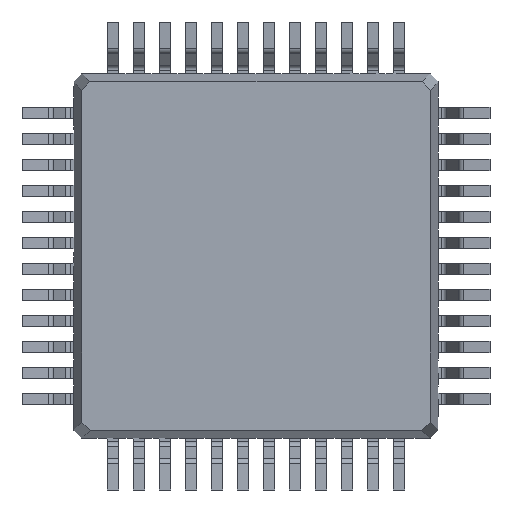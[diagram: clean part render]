
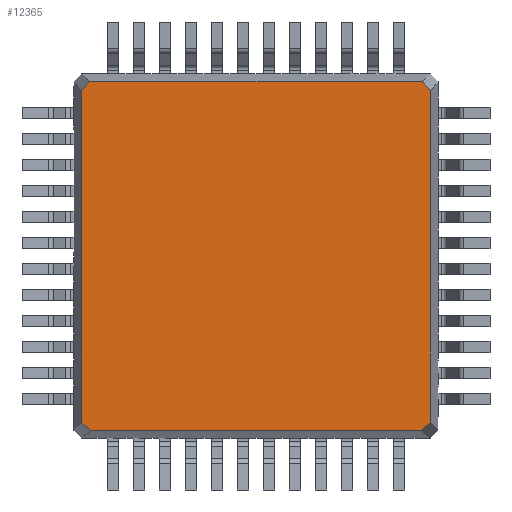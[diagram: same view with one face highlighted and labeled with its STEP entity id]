
A CAD part, front view. The second image highlights one B-rep face of the part: STEP entity #12365.
In plain terms, the highlighted planar face has unit normal (0, -1, 0).
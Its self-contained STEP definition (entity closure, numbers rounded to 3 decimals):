
#27 = VERTEX_POINT ( 'NONE', #14421 ) ;
#579 = DIRECTION ( 'NONE',  ( 0.729, 0., 0.685 ) ) ;
#1467 = VERTEX_POINT ( 'NONE', #14297 ) ;
#1565 = LINE ( 'NONE', #16560, #17262 ) ;
#1859 = DIRECTION ( 'NONE',  ( 0., 0., 1. ) ) ;
#2031 = LINE ( 'NONE', #8839, #18470 ) ;
#2077 = EDGE_CURVE ( 'NONE', #27, #10919, #2031, .T. ) ;
#2215 = CARTESIAN_POINT ( 'NONE',  ( 3.35, -0.7, -3.196 ) ) ;
#2498 = CARTESIAN_POINT ( 'NONE',  ( 3.35, -0.7, 3.186 ) ) ;
#2766 = DIRECTION ( 'NONE',  ( -0.685, 0., -0.729 ) ) ;
#3022 = VERTEX_POINT ( 'NONE', #15393 ) ;
#3057 = EDGE_CURVE ( 'NONE', #16557, #1467, #5608, .T. ) ;
#3935 = DIRECTION ( 'NONE',  ( 0.729, 0., -0.685 ) ) ;
#3946 = ORIENTED_EDGE ( 'NONE', *, *, #15515, .T. ) ;
#4344 = VERTEX_POINT ( 'NONE', #8989 ) ;
#5156 = ORIENTED_EDGE ( 'NONE', *, *, #9042, .T. ) ;
#5221 = DIRECTION ( 'NONE',  ( 0., 1., 0. ) ) ;
#5248 = AXIS2_PLACEMENT_3D ( 'NONE', #17193, #5221, #1859 ) ;
#5608 = LINE ( 'NONE', #6644, #11974 ) ;
#6332 = CARTESIAN_POINT ( 'NONE',  ( 3.351, -0.7, 3.185 ) ) ;
#6644 = CARTESIAN_POINT ( 'NONE',  ( -3.185, -0.7, -3.351 ) ) ;
#6922 = VECTOR ( 'NONE', #7302, 1000. ) ;
#7078 = CARTESIAN_POINT ( 'NONE',  ( -3.5, -0.7, 3.35 ) ) ;
#7302 = DIRECTION ( 'NONE',  ( -1., 0., 0. ) ) ;
#7387 = ORIENTED_EDGE ( 'NONE', *, *, #2077, .T. ) ;
#7612 = VERTEX_POINT ( 'NONE', #20976 ) ;
#7941 = EDGE_CURVE ( 'NONE', #4344, #3022, #18624, .T. ) ;
#8015 = LINE ( 'NONE', #14963, #19787 ) ;
#8121 = VERTEX_POINT ( 'NONE', #2498 ) ;
#8652 = EDGE_CURVE ( 'NONE', #1467, #27, #1565, .T. ) ;
#8839 = CARTESIAN_POINT ( 'NONE',  ( 3.185, -0.7, -3.351 ) ) ;
#8989 = CARTESIAN_POINT ( 'NONE',  ( 3.196, -0.7, 3.35 ) ) ;
#9042 = EDGE_CURVE ( 'NONE', #3022, #7612, #18096, .T. ) ;
#9068 = EDGE_CURVE ( 'NONE', #10919, #8121, #8015, .T. ) ;
#10472 = VECTOR ( 'NONE', #2766, 1000. ) ;
#10919 = VERTEX_POINT ( 'NONE', #2215 ) ;
#11033 = DIRECTION ( 'NONE',  ( 0., 0., -1. ) ) ;
#11738 = DIRECTION ( 'NONE',  ( 1., 0., 0. ) ) ;
#11934 = VECTOR ( 'NONE', #16310, 1000. ) ;
#11958 = CARTESIAN_POINT ( 'NONE',  ( -3.35, -0.7, -3.196 ) ) ;
#11974 = VECTOR ( 'NONE', #3935, 1000. ) ;
#12365 = ADVANCED_FACE ( 'NONE', ( #18854 ), #13929, .F. ) ;
#13276 = CARTESIAN_POINT ( 'NONE',  ( -3.351, -0.7, 3.185 ) ) ;
#13784 = ORIENTED_EDGE ( 'NONE', *, *, #3057, .T. ) ;
#13929 = PLANE ( 'NONE',  #5248 ) ;
#14297 = CARTESIAN_POINT ( 'NONE',  ( -3.186, -0.7, -3.35 ) ) ;
#14421 = CARTESIAN_POINT ( 'NONE',  ( 3.186, -0.7, -3.35 ) ) ;
#14963 = CARTESIAN_POINT ( 'NONE',  ( 3.35, -0.7, 3.5 ) ) ;
#15073 = ORIENTED_EDGE ( 'NONE', *, *, #7941, .T. ) ;
#15393 = CARTESIAN_POINT ( 'NONE',  ( -3.196, -0.7, 3.35 ) ) ;
#15515 = EDGE_CURVE ( 'NONE', #8121, #4344, #21552, .T. ) ;
#15795 = ORIENTED_EDGE ( 'NONE', *, *, #9068, .T. ) ;
#16310 = DIRECTION ( 'NONE',  ( -0.685, 0., 0.729 ) ) ;
#16557 = VERTEX_POINT ( 'NONE', #11958 ) ;
#16560 = CARTESIAN_POINT ( 'NONE',  ( 3.5, -0.7, -3.35 ) ) ;
#17193 = CARTESIAN_POINT ( 'NONE',  ( 0., -0.7, 0. ) ) ;
#17262 = VECTOR ( 'NONE', #11738, 1000. ) ;
#17655 = VECTOR ( 'NONE', #11033, 1000. ) ;
#18096 = LINE ( 'NONE', #13276, #10472 ) ;
#18198 = LINE ( 'NONE', #21550, #17655 ) ;
#18470 = VECTOR ( 'NONE', #579, 1000. ) ;
#18624 = LINE ( 'NONE', #7078, #6922 ) ;
#18854 = FACE_OUTER_BOUND ( 'NONE', #20945, .T. ) ;
#19268 = ORIENTED_EDGE ( 'NONE', *, *, #20774, .T. ) ;
#19352 = ORIENTED_EDGE ( 'NONE', *, *, #8652, .T. ) ;
#19787 = VECTOR ( 'NONE', #21789, 1000. ) ;
#20774 = EDGE_CURVE ( 'NONE', #7612, #16557, #18198, .T. ) ;
#20945 = EDGE_LOOP ( 'NONE', ( #15795, #3946, #15073, #5156, #19268, #13784, #19352, #7387 ) ) ;
#20976 = CARTESIAN_POINT ( 'NONE',  ( -3.35, -0.7, 3.186 ) ) ;
#21550 = CARTESIAN_POINT ( 'NONE',  ( -3.35, -0.7, -3.5 ) ) ;
#21552 = LINE ( 'NONE', #6332, #11934 ) ;
#21789 = DIRECTION ( 'NONE',  ( 0., 0., 1. ) ) ;
